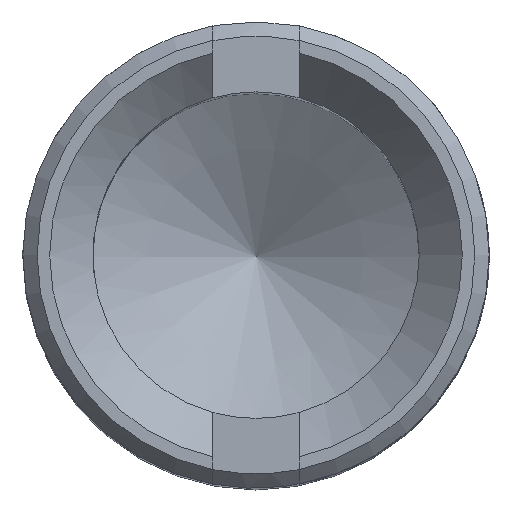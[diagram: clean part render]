
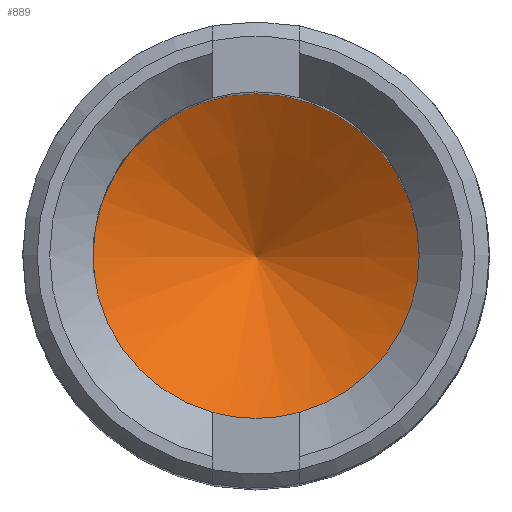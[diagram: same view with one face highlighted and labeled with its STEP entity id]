
A CAD part, top view. The second image highlights one B-rep face of the part: STEP entity #889.
In plain terms, the highlighted conical face has half-angle 59 degrees and reference radius 2.275 mm.
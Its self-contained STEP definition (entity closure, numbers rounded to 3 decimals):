
#636=VERTEX_LOOP('',#2190);
#735=CONICAL_SURFACE('',#4658,2.275,59.);
#889=ADVANCED_FACE('',(#1096,#1097),#735,.F.);
#1096=FACE_BOUND('',#636,.T.);
#1097=FACE_BOUND('',#1177,.T.);
#1177=EDGE_LOOP('',(#1456));
#1456=ORIENTED_EDGE('',*,*,#2445,.T.);
#2183=VERTEX_POINT('',#6502);
#2190=VERTEX_POINT('',#6517);
#2445=EDGE_CURVE('',#2183,#2183,#2869,.T.);
#2869=CIRCLE('',#4653,2.275);
#4653=AXIS2_PLACEMENT_3D('',#6501,#5225,#5226);
#4658=AXIS2_PLACEMENT_3D('',#6518,#5239,#5240);
#5225=DIRECTION('',(0.,0.,1.));
#5226=DIRECTION('',(1.,0.,0.));
#5239=DIRECTION('',(0.,0.,1.));
#5240=DIRECTION('',(1.,0.,0.));
#6501=CARTESIAN_POINT('',(0.,0.,1.8));
#6502=CARTESIAN_POINT('',(2.275,0.,1.8));
#6517=CARTESIAN_POINT('',(0.,0.,0.433));
#6518=CARTESIAN_POINT('',(0.,0.,1.8));
